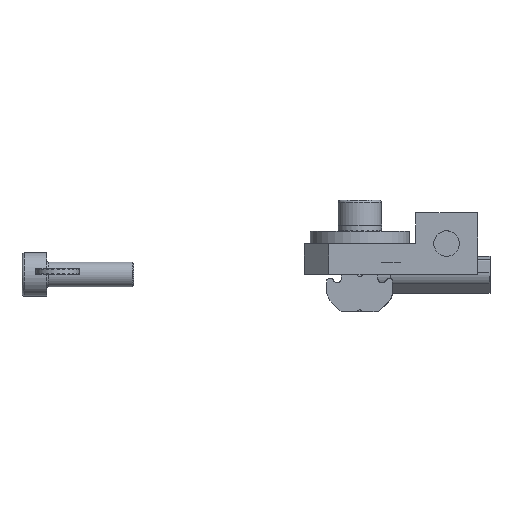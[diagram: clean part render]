
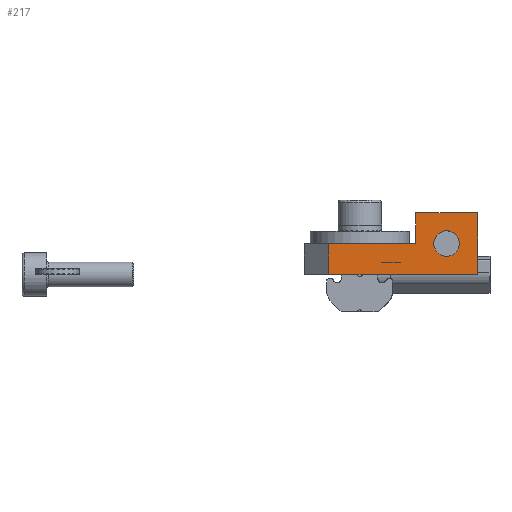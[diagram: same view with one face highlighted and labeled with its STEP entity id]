
A CAD part, front view. The second image highlights one B-rep face of the part: STEP entity #217.
In plain terms, the highlighted planar face has unit normal (0, -1, 0).
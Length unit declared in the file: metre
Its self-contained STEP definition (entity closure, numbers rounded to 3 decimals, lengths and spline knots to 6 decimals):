
#217 = ADVANCED_FACE( '', ( #705, #706 ), #707, .F. );
#705 = FACE_BOUND( '', #1701, .T. );
#706 = FACE_OUTER_BOUND( '', #1702, .T. );
#707 = PLANE( '', #1703 );
#1701 = EDGE_LOOP( '', ( #2722 ) );
#1702 = EDGE_LOOP( '', ( #2723, #2724, #2725, #2726, #2727, #2728 ) );
#1703 = AXIS2_PLACEMENT_3D( '', #2729, #2730, #2731 );
#2722 = ORIENTED_EDGE( '', *, *, #6814, .F. );
#2723 = ORIENTED_EDGE( '', *, *, #6818, .F. );
#2724 = ORIENTED_EDGE( '', *, *, #6820, .T. );
#2725 = ORIENTED_EDGE( '', *, *, #6821, .T. );
#2726 = ORIENTED_EDGE( '', *, *, #6822, .F. );
#2727 = ORIENTED_EDGE( '', *, *, #6823, .F. );
#2728 = ORIENTED_EDGE( '', *, *, #6824, .F. );
#2729 = CARTESIAN_POINT( '', ( -0.014, -0.008, 0.01 ) );
#2730 = DIRECTION( '', ( 0., 1., 0. ) );
#2731 = DIRECTION( '', ( 0., 0., 1. ) );
#6814 = EDGE_CURVE( '', #8170, #8170, #8171, .T. );
#6818 = EDGE_CURVE( '', #8176, #8178, #8179, .T. );
#6820 = EDGE_CURVE( '', #8176, #8181, #8182, .T. );
#6821 = EDGE_CURVE( '', #8181, #8183, #8184, .T. );
#6822 = EDGE_CURVE( '', #8185, #8183, #8186, .T. );
#6823 = EDGE_CURVE( '', #8187, #8185, #8188, .T. );
#6824 = EDGE_CURVE( '', #8178, #8187, #8189, .T. );
#8170 = VERTEX_POINT( '', #10430 );
#8171 = CIRCLE( '', #10431, 0.002067 );
#8176 = VERTEX_POINT( '', #10437 );
#8178 = VERTEX_POINT( '', #10440 );
#8179 = LINE( '', #10441, #10442 );
#8181 = VERTEX_POINT( '', #10445 );
#8182 = LINE( '', #10446, #10447 );
#8183 = VERTEX_POINT( '', #10448 );
#8184 = LINE( '', #10449, #10450 );
#8185 = VERTEX_POINT( '', #10451 );
#8186 = LINE( '', #10452, #10453 );
#8187 = VERTEX_POINT( '', #10454 );
#8188 = LINE( '', #10455, #10456 );
#8189 = LINE( '', #10457, #10458 );
#10430 = CARTESIAN_POINT( '', ( 0.011067, -0.008, 0.005 ) );
#10431 = AXIS2_PLACEMENT_3D( '', #13635, #13636, #13637 );
#10437 = CARTESIAN_POINT( '', ( -0.01, -0.008, 0.005 ) );
#10440 = CARTESIAN_POINT( '', ( 0.004, -0.008, 0.005 ) );
#10441 = CARTESIAN_POINT( '', ( -0.014, -0.008, 0.005 ) );
#10442 = VECTOR( '', #13643, 1. );
#10445 = CARTESIAN_POINT( '', ( -0.01, -0.008, 0. ) );
#10446 = CARTESIAN_POINT( '', ( -0.01, -0.008, 0.01 ) );
#10447 = VECTOR( '', #13645, 1. );
#10448 = CARTESIAN_POINT( '', ( 0.014, -0.008, 0. ) );
#10449 = CARTESIAN_POINT( '', ( -0.014, -0.008, 0. ) );
#10450 = VECTOR( '', #13646, 1. );
#10451 = CARTESIAN_POINT( '', ( 0.014, -0.008, 0.01 ) );
#10452 = CARTESIAN_POINT( '', ( 0.014, -0.008, 0.01 ) );
#10453 = VECTOR( '', #13647, 1. );
#10454 = CARTESIAN_POINT( '', ( 0.004, -0.008, 0.01 ) );
#10455 = CARTESIAN_POINT( '', ( -0.014, -0.008, 0.01 ) );
#10456 = VECTOR( '', #13648, 1. );
#10457 = CARTESIAN_POINT( '', ( 0.004, -0.008, 0.005 ) );
#10458 = VECTOR( '', #13649, 1. );
#13635 = CARTESIAN_POINT( '', ( 0.009, -0.008, 0.005 ) );
#13636 = DIRECTION( '', ( 0., -1., 0. ) );
#13637 = DIRECTION( '', ( 1., 0., 0. ) );
#13643 = DIRECTION( '', ( 1., 0., 0. ) );
#13645 = DIRECTION( '', ( 0., 0., -1. ) );
#13646 = DIRECTION( '', ( 1., 0., 0. ) );
#13647 = DIRECTION( '', ( 0., 0., -1. ) );
#13648 = DIRECTION( '', ( 1., 0., 0. ) );
#13649 = DIRECTION( '', ( 0., 0., 1. ) );
